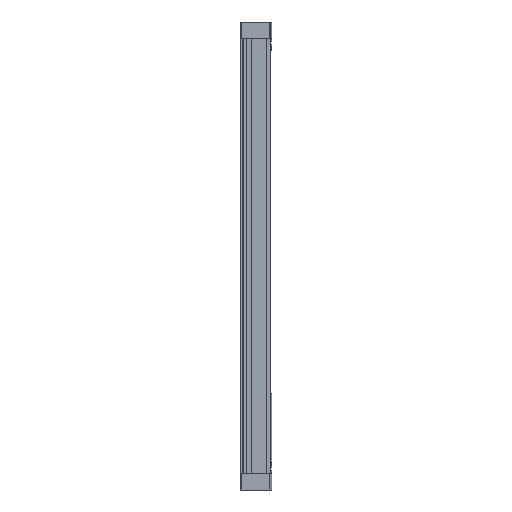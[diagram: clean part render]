
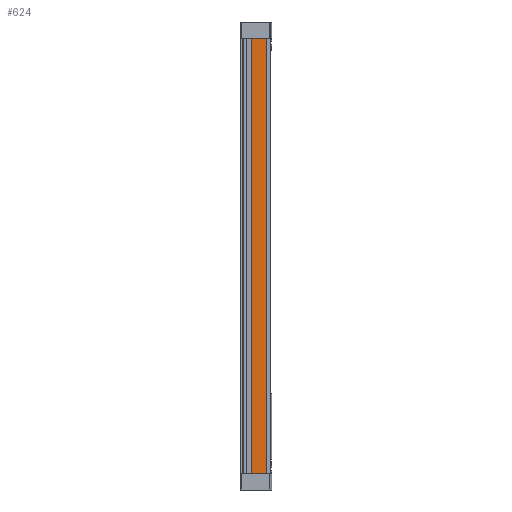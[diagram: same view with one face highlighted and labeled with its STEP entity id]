
A CAD part, front view. The second image highlights one B-rep face of the part: STEP entity #624.
In plain terms, the highlighted planar face has unit normal (0, -1, 0).
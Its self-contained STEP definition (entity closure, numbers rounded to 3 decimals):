
#624 = ADVANCED_FACE( '', ( #1383 ), #1384, .F. );
#1383 = FACE_OUTER_BOUND( '', #2368, .T. );
#1384 = PLANE( '', #2369 );
#2368 = EDGE_LOOP( '', ( #3712, #3713, #3714, #3715 ) );
#2369 = AXIS2_PLACEMENT_3D( '', #3716, #3717, #3718 );
#3712 = ORIENTED_EDGE( '', *, *, #5917, .T. );
#3713 = ORIENTED_EDGE( '', *, *, #5918, .F. );
#3714 = ORIENTED_EDGE( '', *, *, #5919, .F. );
#3715 = ORIENTED_EDGE( '', *, *, #5920, .T. );
#3716 = CARTESIAN_POINT( '', ( -4.176, 0., 214.15 ) );
#3717 = DIRECTION( '', ( 0., 1., 0. ) );
#3718 = DIRECTION( '', ( 0., 0., 1. ) );
#5917 = EDGE_CURVE( '', #7114, #7115, #7116, .T. );
#5918 = EDGE_CURVE( '', #7117, #7115, #7118, .T. );
#5919 = EDGE_CURVE( '', #7119, #7117, #7120, .T. );
#5920 = EDGE_CURVE( '', #7119, #7114, #7121, .T. );
#7114 = VERTEX_POINT( '', #8738 );
#7115 = VERTEX_POINT( '', #8739 );
#7116 = LINE( '', #8740, #8741 );
#7117 = VERTEX_POINT( '', #8742 );
#7118 = LINE( '', #8743, #8744 );
#7119 = VERTEX_POINT( '', #8745 );
#7120 = LINE( '', #8746, #8747 );
#7121 = LINE( '', #8748, #8749 );
#8738 = CARTESIAN_POINT( '', ( -4.176, 0., -214.15 ) );
#8739 = CARTESIAN_POINT( '', ( 10.376, 0., -214.15 ) );
#8740 = CARTESIAN_POINT( '', ( -4.176, 0., -214.15 ) );
#8741 = VECTOR( '', #10349, 1000. );
#8742 = CARTESIAN_POINT( '', ( 10.376, 0., 214.15 ) );
#8743 = CARTESIAN_POINT( '', ( 10.376, 0., 214.15 ) );
#8744 = VECTOR( '', #10350, 1000. );
#8745 = CARTESIAN_POINT( '', ( -4.176, 0., 214.15 ) );
#8746 = CARTESIAN_POINT( '', ( -4.176, 0., 214.15 ) );
#8747 = VECTOR( '', #10351, 1000. );
#8748 = CARTESIAN_POINT( '', ( -4.176, 0., 214.15 ) );
#8749 = VECTOR( '', #10352, 1000. );
#10349 = DIRECTION( '', ( 1., 0., 0. ) );
#10350 = DIRECTION( '', ( 0., 0., -1. ) );
#10351 = DIRECTION( '', ( 1., 0., 0. ) );
#10352 = DIRECTION( '', ( 0., 0., -1. ) );
